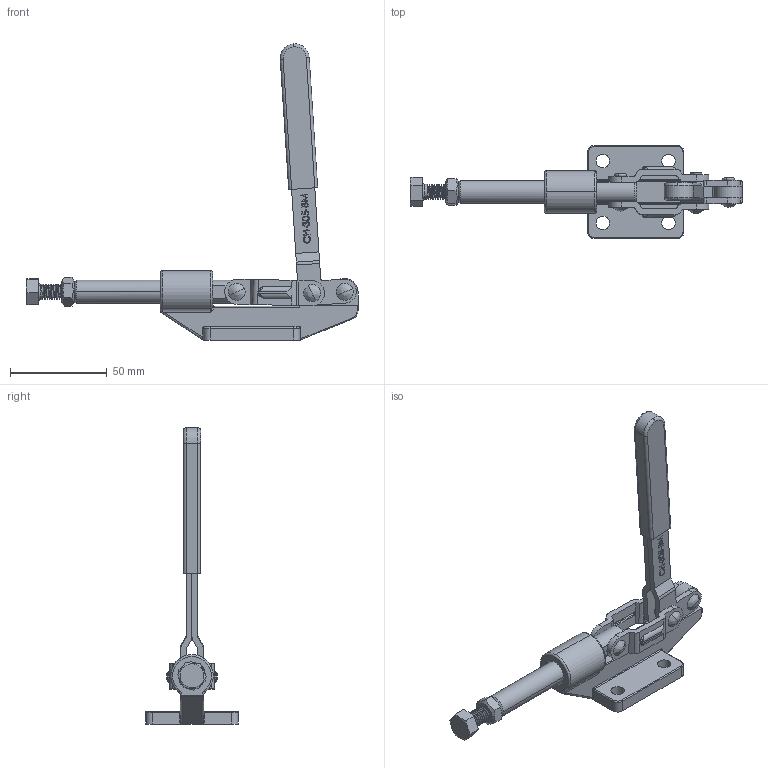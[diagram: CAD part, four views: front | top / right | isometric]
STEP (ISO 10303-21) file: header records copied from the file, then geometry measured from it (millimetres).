
FILE_DESCRIPTION (( 'STEP AP203' ), '1' );
FILE_NAME ('CH-305-BM.STEP', '2017-11-28T06:13:32', ( 'Windows' ), ( 'Microsoft' ), 'SwSTEP 2.0', 'SolidWorks 2015', '' );
FILE_SCHEMA (( 'CONFIG_CONTROL_DESIGN' ));
Length unit declared in the file: millimetre
Products named in the file (11): CH-305-BM-09; CH-305-BM-01 BASE; CH-305-BM-06; CH-305-BM-02 CREST STALK; CH-305-BM; CH-305-BM-03 HANDLE; CH-305-BM-04 CONNECTING-PLATE; CH-SA-085012 SPINDLE SUPPLIED; M8 Nut; CH-305-BM-07; CH-305-BM-08
Assembly tree (11 placements, depth 2):
  CH-305-BM
    CH-305-BM-01 BASE
    CH-305-BM-02 CREST STALK
    CH-305-BM-03 HANDLE
    CH-305-BM-04 CONNECTING-PLATE  x2
    CH-SA-085012 SPINDLE SUPPLIED
    M8 Nut
    CH-305-BM-07
    CH-305-BM-08
    CH-305-BM-09
    CH-305-BM-06
Bounding box: 171.7 x 48 x 153.22 mm (x, y, z)
Volume: 67661.4 mm3; surface area: 41356.7 mm2
Topology: 12 solids, 12 shells, 754 faces, 2000 edges, 1286 vertices
Faces by surface type: cylinder 287, plane 271, bspline 138, torus 31, cone 25, sphere 2
Entity records: 35255 total; most frequent: CARTESIAN_POINT 18277, ORIENTED_EDGE 3714, DIRECTION 2726, EDGE_CURVE 1857, VERTEX_POINT 1207, LINE 950, VECTOR 950, AXIS2_PLACEMENT_3D 888
